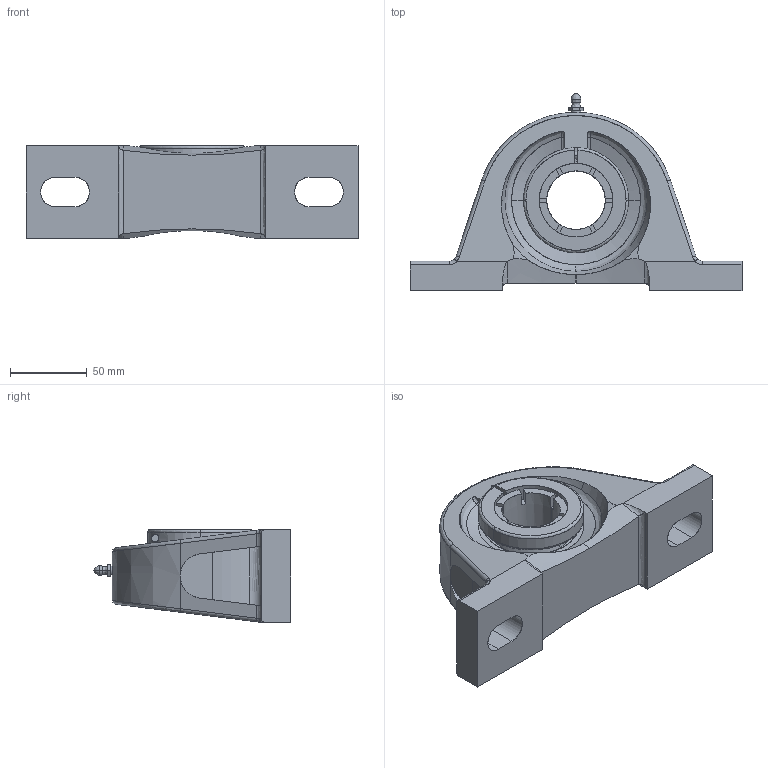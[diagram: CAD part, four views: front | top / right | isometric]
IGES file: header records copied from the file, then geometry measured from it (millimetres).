
Start section: SolidWorks IGES file using analytic representation for surfaces
Global section: file name: SPDEFAU083181672575.igs; native system: SolidWorks 2007; preprocessor: SolidWorks 2007; author: partstream; date: 060831.081608; units: millimetre
Bounding box: 215.9 x 128.28 x 60.33 mm (x, y, z)
Surface area: 83418.2 mm2 (no closed solid volume)
Topology: 0 solids, 0 shells, 197 faces, 3178 edges, 3176 vertices
Faces by surface type: bspline 108, revolution 89
